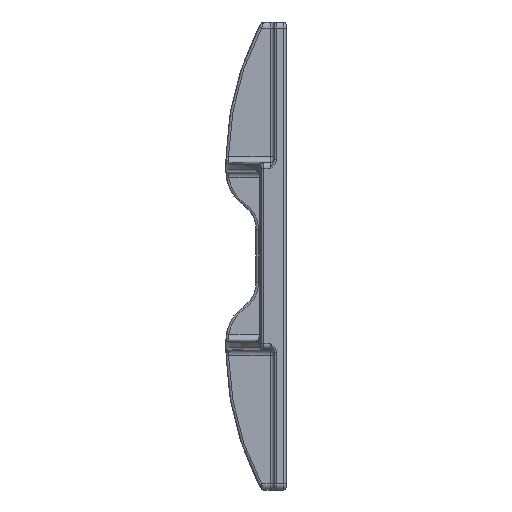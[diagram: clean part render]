
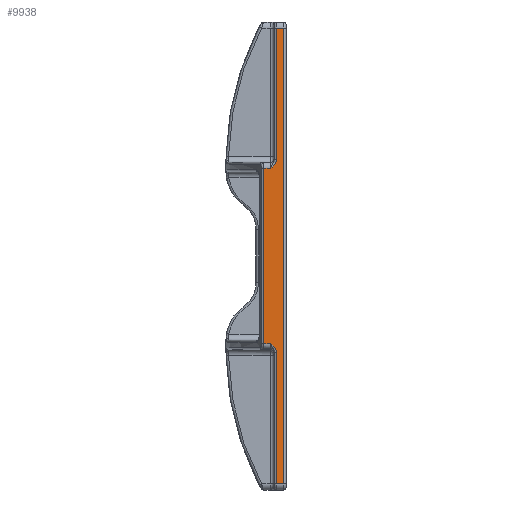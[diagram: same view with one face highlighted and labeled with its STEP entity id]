
A CAD part, left-side view. The second image highlights one B-rep face of the part: STEP entity #9938.
In plain terms, the highlighted planar face has unit normal (-1, 0, 0).
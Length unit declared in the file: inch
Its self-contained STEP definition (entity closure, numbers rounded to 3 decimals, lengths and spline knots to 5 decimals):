
#1084 = EDGE_LOOP ( 'NONE', ( #1348, #1347, #1346, #1345, #1344, #1343, #1342, #1341, #2716, #2715 ) ) ;
#1286 = CARTESIAN_POINT ( 'NONE',  ( -3.64173, 0.08642, 0.73 ) ) ;
#1287 = CARTESIAN_POINT ( 'NONE',  ( -3.64173, 0.03, 0.73 ) ) ;
#1288 = CARTESIAN_POINT ( 'NONE',  ( -3.64173, -0.02, 0.80416 ) ) ;
#1289 = CARTESIAN_POINT ( 'NONE',  ( -3.64173, -0.02, 1.89882 ) ) ;
#1290 = CARTESIAN_POINT ( 'NONE',  ( -3.64173, -0.08, 1.89882 ) ) ;
#1291 = CARTESIAN_POINT ( 'NONE',  ( -3.64173, -0.08, -1.89882 ) ) ;
#1292 = CARTESIAN_POINT ( 'NONE',  ( -3.64173, -0.02, -1.89882 ) ) ;
#1293 = CARTESIAN_POINT ( 'NONE',  ( -3.64173, -0.02, -0.80416 ) ) ;
#1304 = CARTESIAN_POINT ( 'NONE',  ( -3.64173, 0.08642, -0.73 ) ) ;
#1305 = CARTESIAN_POINT ( 'NONE',  ( -3.64173, 0.03, -0.73 ) ) ;
#1341 = ORIENTED_EDGE ( 'NONE', *, *, #3684, .T. ) ;
#1342 = ORIENTED_EDGE ( 'NONE', *, *, #3683, .T. ) ;
#1343 = ORIENTED_EDGE ( 'NONE', *, *, #3682, .T. ) ;
#1344 = ORIENTED_EDGE ( 'NONE', *, *, #3681, .T. ) ;
#1345 = ORIENTED_EDGE ( 'NONE', *, *, #3680, .T. ) ;
#1346 = ORIENTED_EDGE ( 'NONE', *, *, #3679, .T. ) ;
#1347 = ORIENTED_EDGE ( 'NONE', *, *, #3678, .T. ) ;
#1348 = ORIENTED_EDGE ( 'NONE', *, *, #3677, .T. ) ;
#1473 = VERTEX_POINT ( 'NONE', #1286 ) ;
#1474 = VERTEX_POINT ( 'NONE', #1287 ) ;
#1475 = VERTEX_POINT ( 'NONE', #1288 ) ;
#1476 = VERTEX_POINT ( 'NONE', #1289 ) ;
#1477 = VERTEX_POINT ( 'NONE', #1290 ) ;
#1478 = VERTEX_POINT ( 'NONE', #1291 ) ;
#1479 = VERTEX_POINT ( 'NONE', #1292 ) ;
#1480 = VERTEX_POINT ( 'NONE', #1293 ) ;
#1491 = VERTEX_POINT ( 'NONE', #1304 ) ;
#1492 = VERTEX_POINT ( 'NONE', #1305 ) ;
#2715 = ORIENTED_EDGE ( 'NONE', *, *, #3686, .T. ) ;
#2716 = ORIENTED_EDGE ( 'NONE', *, *, #3685, .T. ) ;
#3677 = EDGE_CURVE ( 'NONE', #1491, #1492, #14653, .T. ) ;
#3678 = EDGE_CURVE ( 'NONE', #1492, #1480, #7897, .T. ) ;
#3679 = EDGE_CURVE ( 'NONE', #1480, #1479, #14665, .T. ) ;
#3680 = EDGE_CURVE ( 'NONE', #1479, #1478, #14668, .T. ) ;
#3681 = EDGE_CURVE ( 'NONE', #1478, #1477, #14671, .T. ) ;
#3682 = EDGE_CURVE ( 'NONE', #1477, #1476, #14674, .T. ) ;
#3683 = EDGE_CURVE ( 'NONE', #1476, #1475, #14677, .T. ) ;
#3684 = EDGE_CURVE ( 'NONE', #1475, #1474, #7896, .T. ) ;
#3685 = EDGE_CURVE ( 'NONE', #1474, #1473, #14687, .T. ) ;
#3686 = EDGE_CURVE ( 'NONE', #1473, #1491, #14690, .T. ) ;
#7896 = B_SPLINE_CURVE_WITH_KNOTS ( 'NONE', 3,
 ( #14657, #14658, #14681, #14682, #14683, #14684, #14685, #14686 ),
 .UNSPECIFIED., .F., .F.,
 ( 4, 2, 2, 4 ),
 ( 0., 0.00059, 0.00118, 0.00236 ),
 .UNSPECIFIED. ) ;
#7897 = B_SPLINE_CURVE_WITH_KNOTS ( 'NONE', 3,
 ( #14654, #14640, #14659, #14660, #14661, #14662, #14663, #14664 ),
 .UNSPECIFIED., .F., .F.,
 ( 4, 2, 2, 4 ),
 ( -0.00001, 0.00117, 0.00175, 0.00234 ),
 .UNSPECIFIED. ) ;
#9938 = ADVANCED_FACE ( 'NONE', ( #13814 ), #13815, .T. ) ;
#11925 = VECTOR ( 'NONE', #14689, 39.37008 ) ;
#11926 = VECTOR ( 'NONE', #14692, 39.37008 ) ;
#11927 = VECTOR ( 'NONE', #14679, 39.37008 ) ;
#11928 = VECTOR ( 'NONE', #14676, 39.37008 ) ;
#11929 = VECTOR ( 'NONE', #14673, 39.37008 ) ;
#11930 = VECTOR ( 'NONE', #14667, 39.37008 ) ;
#11935 = VECTOR ( 'NONE', #14656, 39.37008 ) ;
#11941 = VECTOR ( 'NONE', #14670, 39.37008 ) ;
#12291 = AXIS2_PLACEMENT_3D ( 'NONE', #13811, #13817, #13818 ) ;
#13811 = CARTESIAN_POINT ( 'NONE',  ( -3.64173, -0.1, -1.94882 ) ) ;
#13814 = FACE_OUTER_BOUND ( 'NONE', #1084, .T. ) ;
#13815 = PLANE ( 'NONE',  #12291 ) ;
#13817 = DIRECTION ( 'NONE',  ( -1., 0., 0. ) ) ;
#13818 = DIRECTION ( 'NONE',  ( 0., 0., 1. ) ) ;
#14640 = CARTESIAN_POINT ( 'NONE',  ( -3.64173, 0.01782, -0.73944 ) ) ;
#14653 = LINE ( 'NONE', #14655, #11935 ) ;
#14654 = CARTESIAN_POINT ( 'NONE',  ( -3.64173, 0.03, -0.73 ) ) ;
#14655 = CARTESIAN_POINT ( 'NONE',  ( -3.64173, 0., -0.73 ) ) ;
#14656 = DIRECTION ( 'NONE',  ( 0., -1., 0. ) ) ;
#14657 = CARTESIAN_POINT ( 'NONE',  ( -3.64173, -0.02, 0.80416 ) ) ;
#14658 = CARTESIAN_POINT ( 'NONE',  ( -3.64173, -0.02, 0.79631 ) ) ;
#14659 = CARTESIAN_POINT ( 'NONE',  ( -3.64173, 0.00557, -0.74897 ) ) ;
#14660 = CARTESIAN_POINT ( 'NONE',  ( -3.64173, -0.00881, -0.76746 ) ) ;
#14661 = CARTESIAN_POINT ( 'NONE',  ( -3.64173, -0.01278, -0.77411 ) ) ;
#14662 = CARTESIAN_POINT ( 'NONE',  ( -3.64173, -0.01842, -0.78864 ) ) ;
#14663 = CARTESIAN_POINT ( 'NONE',  ( -3.64173, -0.02, -0.79631 ) ) ;
#14664 = CARTESIAN_POINT ( 'NONE',  ( -3.64173, -0.02, -0.80416 ) ) ;
#14665 = LINE ( 'NONE', #14666, #11930 ) ;
#14666 = CARTESIAN_POINT ( 'NONE',  ( -3.64173, -0.02, -1.94882 ) ) ;
#14667 = DIRECTION ( 'NONE',  ( 0., 0., -1. ) ) ;
#14668 = LINE ( 'NONE', #14669, #11941 ) ;
#14669 = CARTESIAN_POINT ( 'NONE',  ( -3.64173, -0.1, -1.89882 ) ) ;
#14670 = DIRECTION ( 'NONE',  ( 0., -1., 0. ) ) ;
#14671 = LINE ( 'NONE', #14672, #11929 ) ;
#14672 = CARTESIAN_POINT ( 'NONE',  ( -3.64173, -0.08, 1.94882 ) ) ;
#14673 = DIRECTION ( 'NONE',  ( 0., 0., 1. ) ) ;
#14674 = LINE ( 'NONE', #14675, #11928 ) ;
#14675 = CARTESIAN_POINT ( 'NONE',  ( -3.64173, -0.1, 1.89882 ) ) ;
#14676 = DIRECTION ( 'NONE',  ( 0., 1., 0. ) ) ;
#14677 = LINE ( 'NONE', #14678, #11927 ) ;
#14678 = CARTESIAN_POINT ( 'NONE',  ( -3.64173, -0.02, -1.94882 ) ) ;
#14679 = DIRECTION ( 'NONE',  ( 0., 0., -1. ) ) ;
#14681 = CARTESIAN_POINT ( 'NONE',  ( -3.64173, -0.01842, 0.78864 ) ) ;
#14682 = CARTESIAN_POINT ( 'NONE',  ( -3.64173, -0.01278, 0.77411 ) ) ;
#14683 = CARTESIAN_POINT ( 'NONE',  ( -3.64173, -0.00881, 0.76746 ) ) ;
#14684 = CARTESIAN_POINT ( 'NONE',  ( -3.64173, 0.00557, 0.74897 ) ) ;
#14685 = CARTESIAN_POINT ( 'NONE',  ( -3.64173, 0.01776, 0.73948 ) ) ;
#14686 = CARTESIAN_POINT ( 'NONE',  ( -3.64173, 0.03, 0.73 ) ) ;
#14687 = LINE ( 'NONE', #14688, #11925 ) ;
#14688 = CARTESIAN_POINT ( 'NONE',  ( -3.64173, 0.1, 0.73 ) ) ;
#14689 = DIRECTION ( 'NONE',  ( 0., 1., 0. ) ) ;
#14690 = LINE ( 'NONE', #14691, #11926 ) ;
#14691 = CARTESIAN_POINT ( 'NONE',  ( -3.64173, 0.08642, -0.73 ) ) ;
#14692 = DIRECTION ( 'NONE',  ( 0., 0., -1. ) ) ;
